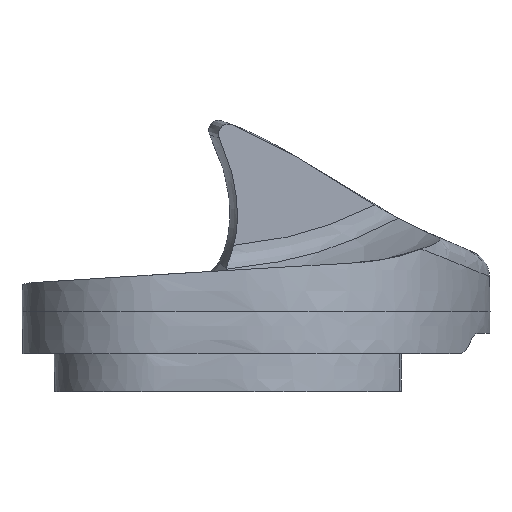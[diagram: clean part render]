
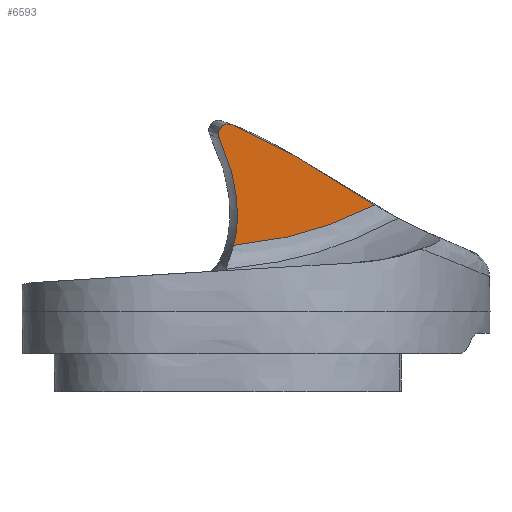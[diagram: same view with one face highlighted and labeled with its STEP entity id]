
A CAD part, left-side view. The second image highlights one B-rep face of the part: STEP entity #6593.
In plain terms, the highlighted planar face has unit normal (-1, -0.009, 0).
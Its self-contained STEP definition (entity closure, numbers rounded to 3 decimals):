
#976=CARTESIAN_POINT('',(-8.1,1.104,14.649));
#977=CARTESIAN_POINT('',(-8.098,0.872,14.674));
#978=CARTESIAN_POINT('',(-8.093,0.389,14.728));
#979=CARTESIAN_POINT('',(-8.087,-0.39,
14.824));
#980=CARTESIAN_POINT('',(-8.079,-1.235,14.94));
#981=CARTESIAN_POINT('',(-8.071,-2.154,15.08));
#982=CARTESIAN_POINT('',(-8.062,-3.156,15.254));
#983=CARTESIAN_POINT('',(-8.053,-4.246,15.471));
#984=CARTESIAN_POINT('',(-8.043,-5.43,15.747));
#985=CARTESIAN_POINT('',(-8.031,-6.712,16.103));
#986=CARTESIAN_POINT('',(-8.019,-8.103,16.554));
#987=CARTESIAN_POINT('',(-8.006,-9.616,17.118));
#988=CARTESIAN_POINT('',(-7.992,-11.266,17.812));
#989=CARTESIAN_POINT('',(-7.981,-12.458,18.377));
#990=CARTESIAN_POINT('',(-7.976,-13.074,18.688));
#1566=CARTESIAN_POINT('',(-8.101,1.214,26.73));
#1567=CARTESIAN_POINT('',(-8.102,1.327,26.773));
#1568=CARTESIAN_POINT('',(-8.104,1.551,26.819));
#1569=CARTESIAN_POINT('',(-8.107,1.901,26.776));
#1570=CARTESIAN_POINT('',(-8.109,2.21,26.624));
#1571=CARTESIAN_POINT('',(-8.111,2.455,26.371));
#1572=CARTESIAN_POINT('',(-8.113,2.591,26.062));
#1573=CARTESIAN_POINT('',(-8.113,2.616,25.726));
#1574=CARTESIAN_POINT('',(-8.112,2.561,25.512));
#1575=CARTESIAN_POINT('',(-8.112,2.512,25.406));
#1636=CARTESIAN_POINT('',(-8.112,2.512,25.406));
#1637=CARTESIAN_POINT('',(-8.109,2.179,24.673));
#1638=CARTESIAN_POINT('',(-8.104,1.616,23.244));
#1639=CARTESIAN_POINT('',(-8.099,1.054,21.224));
#1640=CARTESIAN_POINT('',(-8.097,0.746,
19.337));
#1641=CARTESIAN_POINT('',(-8.096,0.67,
17.6));
#1642=CARTESIAN_POINT('',(-8.097,0.794,
16.031));
#1643=CARTESIAN_POINT('',(-8.099,0.985,
15.092));
#1644=CARTESIAN_POINT('',(-8.1,1.104,14.649));
#1646=CARTESIAN_POINT('',(-7.976,-13.074,
18.688));
#1647=CARTESIAN_POINT('',(-7.986,-11.936,
19.354));
#1648=CARTESIAN_POINT('',(-8.005,-9.774,
20.697));
#1649=CARTESIAN_POINT('',(-8.031,-6.796,
22.581));
#1650=CARTESIAN_POINT('',(-8.055,-3.998,
24.251));
#1651=CARTESIAN_POINT('',(-8.078,-1.331,
25.66));
#1652=CARTESIAN_POINT('',(-8.093,0.378,
26.407));
#1653=CARTESIAN_POINT('',(-8.101,1.214,26.73));
#3033=VERTEX_POINT('',#1566);
#3034=VERTEX_POINT('',#1575);
#3131=VERTEX_POINT('',#976);
#3132=VERTEX_POINT('',#990);
#6582=CARTESIAN_POINT('',(-8.09,0.,30.289));
#6583=DIRECTION('',(1.,0.009,0.));
#6584=DIRECTION('',(0.,0.,-1.));
#6585=AXIS2_PLACEMENT_3D('',#6582,#6583,#6584);
#6586=PLANE('',#6585);
#6587=ORIENTED_EDGE('',*,*,#5234,.F.);
#6588=ORIENTED_EDGE('',*,*,#6575,.F.);
#6589=ORIENTED_EDGE('',*,*,#6340,.F.);
#6590=ORIENTED_EDGE('',*,*,#6283,.F.);
#6591=EDGE_LOOP('',(#6587,#6588,#6589,#6590));
#6592=FACE_OUTER_BOUND('',#6591,.F.);
#6593=ADVANCED_FACE('',(#6592),#6586,.F.);
#991=B_SPLINE_CURVE_WITH_KNOTS('',3,(#976,#977,#978,#979,#980,#981,#982,#983,
#984,#985,#986,#987,#988,#989,#990),.UNSPECIFIED.,.F.,.F.,(4,1,1,1,1,1,1,1,1,1,
1,1,4),(0.,0.083,0.167,0.25,0.333,
0.417,0.5,0.583,0.667,0.75,
0.833,0.917,1.),.UNSPECIFIED.);
#1576=B_SPLINE_CURVE_WITH_KNOTS('',3,(#1566,#1567,#1568,#1569,#1570,#1571,#1572,
#1573,#1574,#1575),.UNSPECIFIED.,.F.,.F.,(4,1,1,1,1,1,1,4),(0.,
0.143,0.286,0.429,0.571,
0.714,0.857,1.),.UNSPECIFIED.);
#1645=B_SPLINE_CURVE_WITH_KNOTS('',3,(#1636,#1637,#1638,#1639,#1640,#1641,#1642,
#1643,#1644),.UNSPECIFIED.,.F.,.F.,(4,1,1,1,1,1,4),(0.,0.167,
0.333,0.5,0.667,0.833,1.),
.UNSPECIFIED.);
#1654=B_SPLINE_CURVE_WITH_KNOTS('',3,(#1646,#1647,#1648,#1649,#1650,#1651,#1652,
#1653),.UNSPECIFIED.,.F.,.F.,(4,1,1,1,1,4),(0.,0.2,0.4,0.6,0.8,1.),
.UNSPECIFIED.);
#5234=EDGE_CURVE('',#3131,#3132,#991,.T.);
#6283=EDGE_CURVE('',#3132,#3033,#1654,.T.);
#6340=EDGE_CURVE('',#3033,#3034,#1576,.T.);
#6575=EDGE_CURVE('',#3034,#3131,#1645,.T.);
